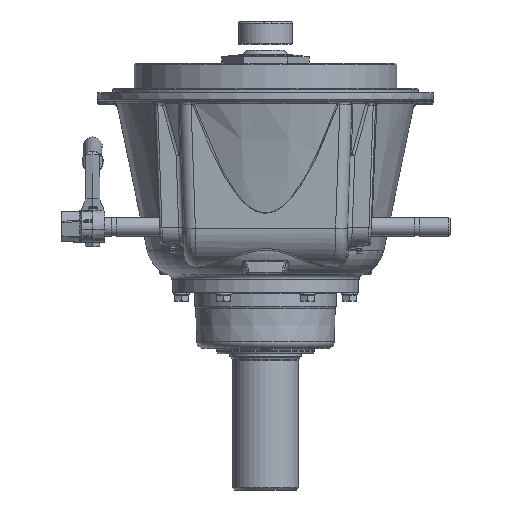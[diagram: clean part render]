
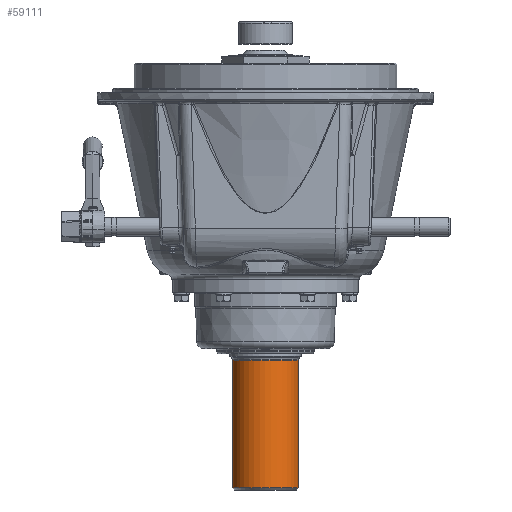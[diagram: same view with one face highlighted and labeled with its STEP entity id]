
A CAD part, front view. The second image highlights one B-rep face of the part: STEP entity #59111.
In plain terms, the highlighted cylindrical face has radius 44.444 mm (diameter 88.887 mm), a partial arc.
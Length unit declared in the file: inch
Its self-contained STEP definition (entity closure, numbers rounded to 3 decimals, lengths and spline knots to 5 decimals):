
#2556 = CARTESIAN_POINT ( 'NONE',  ( 1.74975, 0., -15.51891 ) ) ;
#6180 = AXIS2_PLACEMENT_3D ( 'NONE', #27133, #27137, #27138 ) ;
#6193 = AXIS2_PLACEMENT_3D ( 'NONE', #27180, #27182, #27183 ) ;
#19258 = CIRCLE ( 'NONE', #6180, 1.74975 ) ;
#19295 = LINE ( 'NONE', #27186, #19338 ) ;
#19335 = CIRCLE ( 'NONE', #6193, 1.74975 ) ;
#19338 = VECTOR ( 'NONE', #27188, 39.37008 ) ;
#19340 = LINE ( 'NONE', #27198, #19343 ) ;
#19343 = VECTOR ( 'NONE', #27199, 39.37008 ) ;
#27133 = CARTESIAN_POINT ( 'NONE',  ( 0., 0., -15.51891 ) ) ;
#27137 = DIRECTION ( 'NONE',  ( 0., 0., 1. ) ) ;
#27138 = DIRECTION ( 'NONE',  ( 1., 0., 0. ) ) ;
#27180 = CARTESIAN_POINT ( 'NONE',  ( 0., 0., -22.26205 ) ) ;
#27182 = DIRECTION ( 'NONE',  ( 0., 0., 1. ) ) ;
#27183 = DIRECTION ( 'NONE',  ( 1., 0., 0. ) ) ;
#27186 = CARTESIAN_POINT ( 'NONE',  ( -1.74975, 0., 3.29123 ) ) ;
#27188 = DIRECTION ( 'NONE',  ( 0., 0., 1. ) ) ;
#27198 = CARTESIAN_POINT ( 'NONE',  ( 1.74975, 0., 3.29123 ) ) ;
#27199 = DIRECTION ( 'NONE',  ( 0., 0., 1. ) ) ;
#33782 = CARTESIAN_POINT ( 'NONE',  ( -1.74975, 0., -22.26205 ) ) ;
#33842 = CARTESIAN_POINT ( 'NONE',  ( 1.74975, 0., -22.26205 ) ) ;
#33868 = CARTESIAN_POINT ( 'NONE',  ( -1.74975, 0., -15.51891 ) ) ;
#45508 = EDGE_CURVE ( 'NONE', #64570, #58033, #19258, .T. ) ;
#45560 = EDGE_CURVE ( 'NONE', #64485, #64545, #19335, .T. ) ;
#45563 = EDGE_CURVE ( 'NONE', #64485, #64570, #19295, .T. ) ;
#45568 = EDGE_CURVE ( 'NONE', #64545, #58033, #19340, .T. ) ;
#46635 = EDGE_LOOP ( 'NONE', ( #64250, #64251, #64252, #64254 ) ) ;
#47938 = CARTESIAN_POINT ( 'NONE',  ( 0., 0., 3.29123 ) ) ;
#47940 = DIRECTION ( 'NONE',  ( 1., 0., 0. ) ) ;
#47941 = DIRECTION ( 'NONE',  ( 0., 0., 1. ) ) ;
#58033 = VERTEX_POINT ( 'NONE', #2556 ) ;
#59111 = ADVANCED_FACE ( 'NONE', ( #81691 ), #81700, .T. ) ;
#64250 = ORIENTED_EDGE ( 'NONE', *, *, #45563, .F. ) ;
#64251 = ORIENTED_EDGE ( 'NONE', *, *, #45560, .T. ) ;
#64252 = ORIENTED_EDGE ( 'NONE', *, *, #45568, .T. ) ;
#64254 = ORIENTED_EDGE ( 'NONE', *, *, #45508, .F. ) ;
#64485 = VERTEX_POINT ( 'NONE', #33782 ) ;
#64545 = VERTEX_POINT ( 'NONE', #33842 ) ;
#64570 = VERTEX_POINT ( 'NONE', #33868 ) ;
#69808 = AXIS2_PLACEMENT_3D ( 'NONE', #47938, #47941, #47940 ) ;
#81691 = FACE_OUTER_BOUND ( 'NONE', #46635, .T. ) ;
#81700 = CYLINDRICAL_SURFACE ( 'NONE', #69808, 1.74975 ) ;
